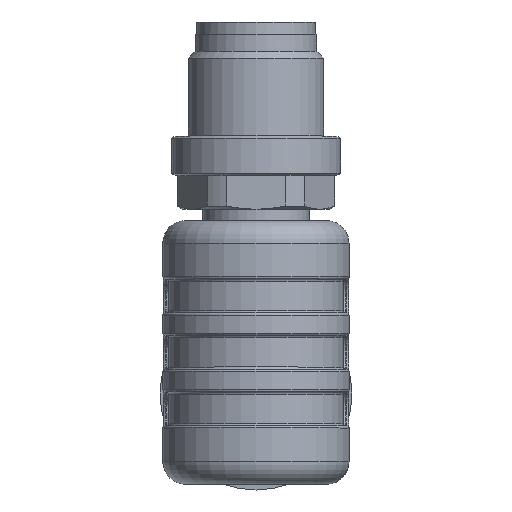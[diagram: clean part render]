
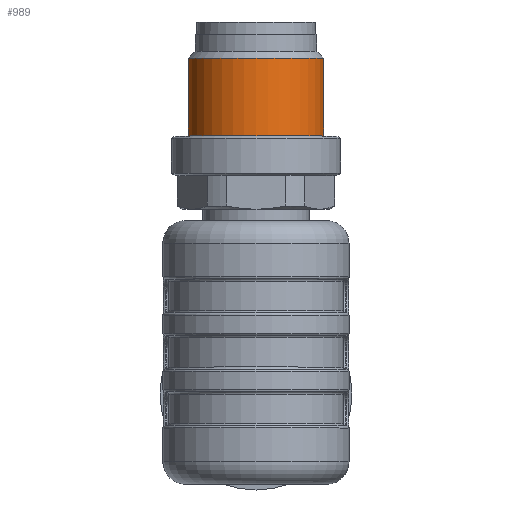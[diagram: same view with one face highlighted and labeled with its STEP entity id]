
A CAD part, top view. The second image highlights one B-rep face of the part: STEP entity #989.
In plain terms, the highlighted cylindrical face has radius 6 mm (diameter 12 mm), a full revolution.
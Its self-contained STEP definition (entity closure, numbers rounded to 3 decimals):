
#854=CYLINDRICAL_SURFACE('',#3856,6.);
#989=ADVANCED_FACE('',(#1245,#1246),#854,.T.);
#1245=FACE_BOUND('',#1392,.T.);
#1246=FACE_BOUND('',#1393,.T.);
#1392=EDGE_LOOP('',(#1951));
#1393=EDGE_LOOP('',(#1952));
#1951=ORIENTED_EDGE('',*,*,#3143,.F.);
#1952=ORIENTED_EDGE('',*,*,#3144,.T.);
#2741=VERTEX_POINT('',#6076);
#2742=VERTEX_POINT('',#6079);
#3143=EDGE_CURVE('',#2741,#2741,#3562,.T.);
#3144=EDGE_CURVE('',#2742,#2742,#3563,.T.);
#3562=CIRCLE('',#3853,6.);
#3563=CIRCLE('',#3855,6.);
#3853=AXIS2_PLACEMENT_3D('',#6075,#4503,#4504);
#3855=AXIS2_PLACEMENT_3D('',#6078,#4507,#4508);
#3856=AXIS2_PLACEMENT_3D('',#6080,#4509,#4510);
#4503=DIRECTION('',(0.,1.,0.));
#4504=DIRECTION('',(0.,0.,-1.));
#4507=DIRECTION('',(0.,1.,0.));
#4508=DIRECTION('',(0.,0.,-1.));
#4509=DIRECTION('',(0.,1.,0.));
#4510=DIRECTION('',(0.,0.,-1.));
#6075=CARTESIAN_POINT('',(0.,29.7,62.));
#6076=CARTESIAN_POINT('',(0.,29.7,56.));
#6078=CARTESIAN_POINT('',(0.,22.8,62.));
#6079=CARTESIAN_POINT('',(0.,22.8,56.));
#6080=CARTESIAN_POINT('',(0.,31.8,62.));
